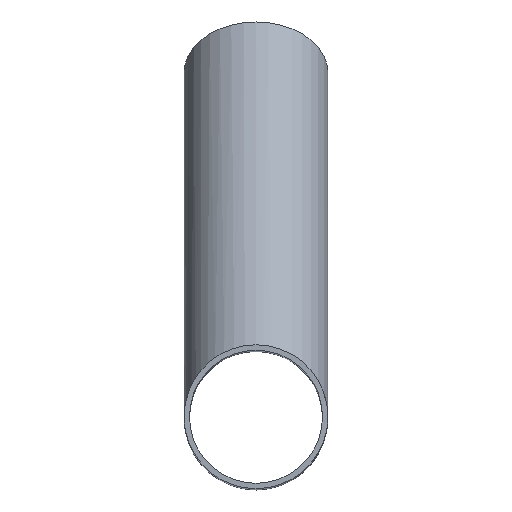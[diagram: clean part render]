
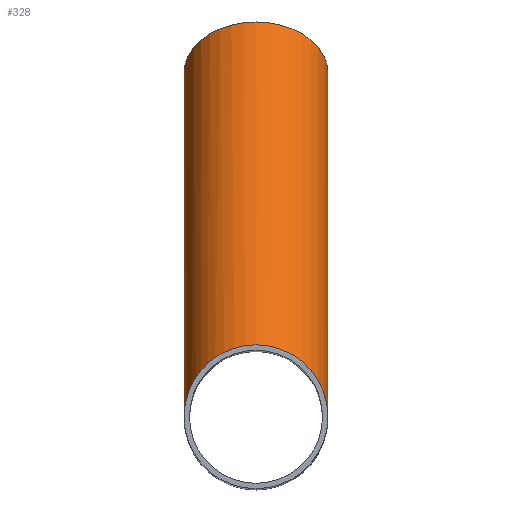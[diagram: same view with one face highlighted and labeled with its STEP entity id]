
A CAD part, top view. The second image highlights one B-rep face of the part: STEP entity #328.
In plain terms, the highlighted cylindrical face has radius 45 mm (diameter 90 mm), a full revolution.
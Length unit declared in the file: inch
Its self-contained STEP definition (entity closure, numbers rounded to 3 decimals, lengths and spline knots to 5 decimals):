
#19 = VERTEX_POINT ( 'NONE', #287 ) ;
#25 = CARTESIAN_POINT ( 'NONE',  ( 0., 9.73803, -7.23253 ) ) ;
#33 = ORIENTED_EDGE ( 'NONE', *, *, #278, .F. ) ;
#46 = CARTESIAN_POINT ( 'NONE',  ( 1.77165, 3.54331, 1.46769 ) ) ;
#48 =( BOUNDED_CURVE ( )  B_SPLINE_CURVE ( 3, ( #314, #352, #59, #422 ),
 .UNSPECIFIED., .F., .T. ) 
 B_SPLINE_CURVE_WITH_KNOTS ( ( 4, 4 ),
 ( 1.5708, 4.71239 ),
 .UNSPECIFIED. ) 
 CURVE ( )  GEOMETRIC_REPRESENTATION_ITEM ( )  RATIONAL_B_SPLINE_CURVE ( ( 1., 0.333, 0.333, 1. ) ) 
 REPRESENTATION_ITEM ( '' )  );
#59 = CARTESIAN_POINT ( 'NONE',  ( 1.77165, 3.54331, -8.5543 ) ) ;
#65 = CIRCLE ( 'NONE', #117, 1.77165 ) ;
#71 = VERTEX_POINT ( 'NONE', #25 ) ;
#75 = EDGE_LOOP ( 'NONE', ( #277, #341 ) ) ;
#94 = EDGE_CURVE ( 'NONE', #19, #96, #48, .T. ) ;
#96 = VERTEX_POINT ( 'NONE', #132 ) ;
#102 = DIRECTION ( 'NONE',  ( 0., 0.707, -0.707 ) ) ;
#117 = AXIS2_PLACEMENT_3D ( 'NONE', #168, #226, #319 ) ;
#132 = CARTESIAN_POINT ( 'NONE',  ( 1.77165, 0., 0. ) ) ;
#166 = CARTESIAN_POINT ( 'NONE',  ( -1.77165, 3.54331, 1.46769 ) ) ;
#168 = CARTESIAN_POINT ( 'NONE',  ( 0., 8.48528, -8.48528 ) ) ;
#170 = FACE_OUTER_BOUND ( 'NONE', #75, .T. ) ;
#197 = CARTESIAN_POINT ( 'NONE',  ( -1.77165, 0., 0. ) ) ;
#214 = EDGE_LOOP ( 'NONE', ( #33 ) ) ;
#226 = DIRECTION ( 'NONE',  ( 0., 0.707, -0.707 ) ) ;
#259 = CARTESIAN_POINT ( 'NONE',  ( 1.77165, 0., 0. ) ) ;
#277 = ORIENTED_EDGE ( 'NONE', *, *, #94, .F. ) ;
#278 = EDGE_CURVE ( 'NONE', #71, #71, #65, .T. ) ;
#287 = CARTESIAN_POINT ( 'NONE',  ( -1.77165, 0., 0. ) ) ;
#299 = CYLINDRICAL_SURFACE ( 'NONE', #344, 1.77165 ) ;
#314 = CARTESIAN_POINT ( 'NONE',  ( -1.77165, 0., 0. ) ) ;
#319 = DIRECTION ( 'NONE',  ( 0., 0.707, 0.707 ) ) ;
#328 = ADVANCED_FACE ( 'NONE', ( #336, #170 ), #299, .T. ) ;
#336 = FACE_OUTER_BOUND ( 'NONE', #214, .T. ) ;
#341 = ORIENTED_EDGE ( 'NONE', *, *, #399, .F. ) ;
#344 = AXIS2_PLACEMENT_3D ( 'NONE', #384, #102, #357 ) ;
#352 = CARTESIAN_POINT ( 'NONE',  ( -1.77165, 3.54331, -8.5543 ) ) ;
#357 = DIRECTION ( 'NONE',  ( 0., 0.707, 0.707 ) ) ;
#371 =( BOUNDED_CURVE ( )  B_SPLINE_CURVE ( 3, ( #259, #46, #166, #197 ),
 .UNSPECIFIED., .F., .T. ) 
 B_SPLINE_CURVE_WITH_KNOTS ( ( 4, 4 ),
 ( 4.71239, 7.85398 ),
 .UNSPECIFIED. ) 
 CURVE ( )  GEOMETRIC_REPRESENTATION_ITEM ( )  RATIONAL_B_SPLINE_CURVE ( ( 1., 0.333, 0.333, 1. ) ) 
 REPRESENTATION_ITEM ( '' )  );
#384 = CARTESIAN_POINT ( 'NONE',  ( 0., 0., 0. ) ) ;
#399 = EDGE_CURVE ( 'NONE', #96, #19, #371, .T. ) ;
#422 = CARTESIAN_POINT ( 'NONE',  ( 1.77165, 0., 0. ) ) ;
